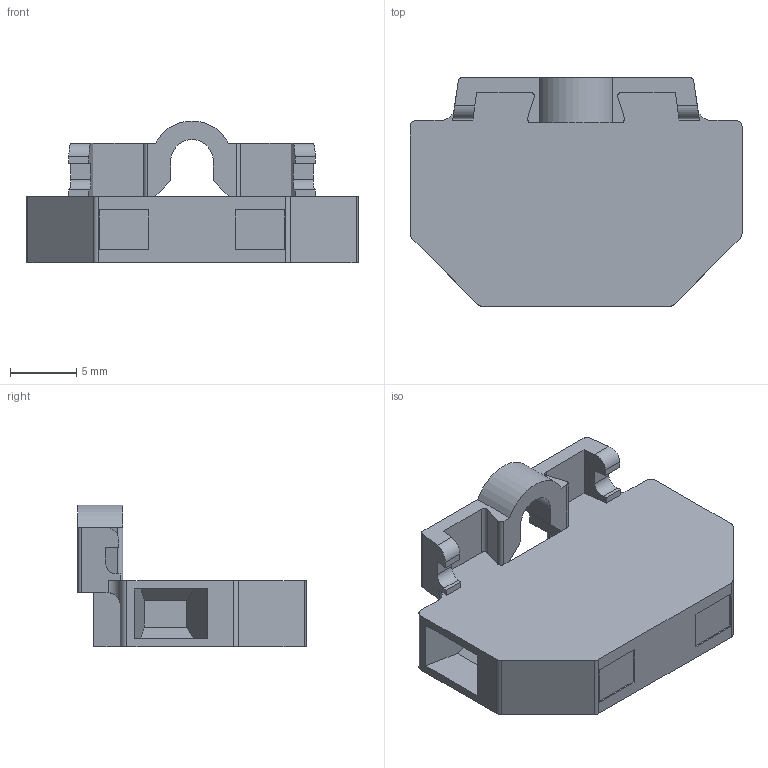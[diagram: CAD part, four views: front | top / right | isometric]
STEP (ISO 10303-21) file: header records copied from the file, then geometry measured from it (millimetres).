
FILE_DESCRIPTION(/* description */ ('Unknown'),/* implementation_level */ '2;1');
FILE_NAME(/* name */ 'MCT1.5_GY_3D',/* time_stamp */ '2019-11-30T16:06:18+06:00',/* author */ ('Unknown'),/* organization */ ('Unknown'),/* preprocessor_version */ 'ST-DEVELOPER v16.7',/* originating_system */ 'DEX',/* authorisation */ $);
FILE_SCHEMA (('AUTOMOTIVE_DESIGN {1 0 10303 214 3 1 1}'));
Length unit declared in the file: millimetre
Products named in the file (1): MCT1.5
Bounding box: 25 x 17.2 x 10.69 mm (x, y, z)
Volume: 1578.8 mm3; surface area: 1647.1 mm2
Topology: 1 solids, 1 shells, 118 faces, 326 edges, 212 vertices
Faces by surface type: plane 87, cylinder 31
Entity records: 4583 total; most frequent: CARTESIAN_POINT 657, ORIENTED_EDGE 652, DIRECTION 630, EDGE_CURVE 326, LINE 260, VECTOR 260, VERTEX_POINT 212, AXIS2_PLACEMENT_3D 185
